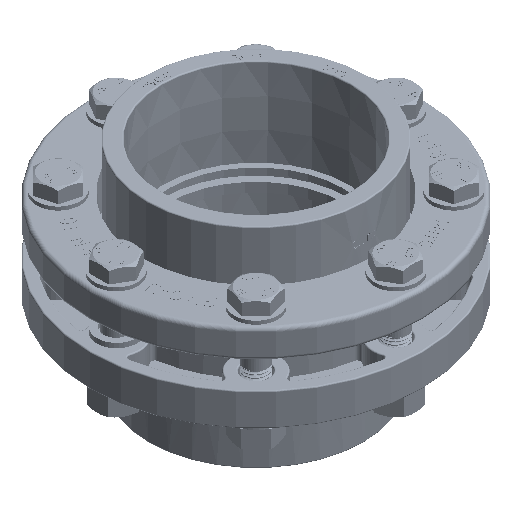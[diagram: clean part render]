
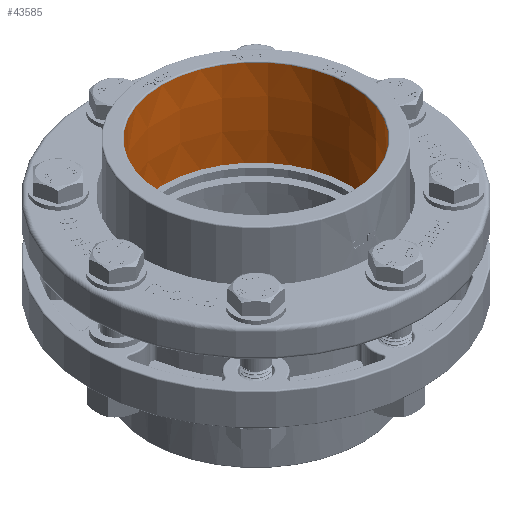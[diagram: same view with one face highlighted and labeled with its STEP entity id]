
A CAD part, isometric view. The second image highlights one B-rep face of the part: STEP entity #43585.
In plain terms, the highlighted conical face has half-angle 0.42 degrees and reference radius 79.9 mm.
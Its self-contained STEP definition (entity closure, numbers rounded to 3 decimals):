
#764=CONICAL_SURFACE('',#46564,79.9,0.007);
#6364=LINE('',#82374,#10807);
#10807=VECTOR('',#56300,79.9);
#13363=FACE_OUTER_BOUND('',#15876,.T.);
#15876=EDGE_LOOP('',(#39113,#39114,#39115,#39116));
#16880=CIRCLE('',#46563,79.9);
#16881=CIRCLE('',#46565,80.443);
#20868=VERTEX_POINT('',#82370);
#20869=VERTEX_POINT('',#82373);
#27011=EDGE_CURVE('',#20868,#20868,#16880,.T.);
#27012=EDGE_CURVE('',#20868,#20869,#6364,.T.);
#27013=EDGE_CURVE('',#20869,#20869,#16881,.T.);
#39113=ORIENTED_EDGE('',*,*,#27011,.T.);
#39114=ORIENTED_EDGE('',*,*,#27012,.T.);
#39115=ORIENTED_EDGE('',*,*,#27013,.T.);
#39116=ORIENTED_EDGE('',*,*,#27012,.F.);
#43585=ADVANCED_FACE('',(#13363),#764,.F.);
#46563=AXIS2_PLACEMENT_3D('',#82371,#56296,#56297);
#46564=AXIS2_PLACEMENT_3D('',#82372,#56298,#56299);
#46565=AXIS2_PLACEMENT_3D('',#82375,#56301,#56302);
#56296=DIRECTION('center_axis',(0.,0.,-1.));
#56297=DIRECTION('ref_axis',(1.,0.,0.));
#56298=DIRECTION('center_axis',(0.,0.,1.));
#56299=DIRECTION('ref_axis',(1.,0.,0.));
#56300=DIRECTION('',(-0.007,0.,1.));
#56301=DIRECTION('center_axis',(0.,0.,1.));
#56302=DIRECTION('ref_axis',(-1.,0.,0.));
#82370=CARTESIAN_POINT('',(-79.9,0.,4.7));
#82371=CARTESIAN_POINT('Origin',(0.,0.,4.7));
#82372=CARTESIAN_POINT('Origin',(0.,0.,4.7));
#82373=CARTESIAN_POINT('',(-80.443,0.,78.707));
#82374=CARTESIAN_POINT('',(-79.9,0.,4.7));
#82375=CARTESIAN_POINT('Origin',(0.,0.,78.707));
